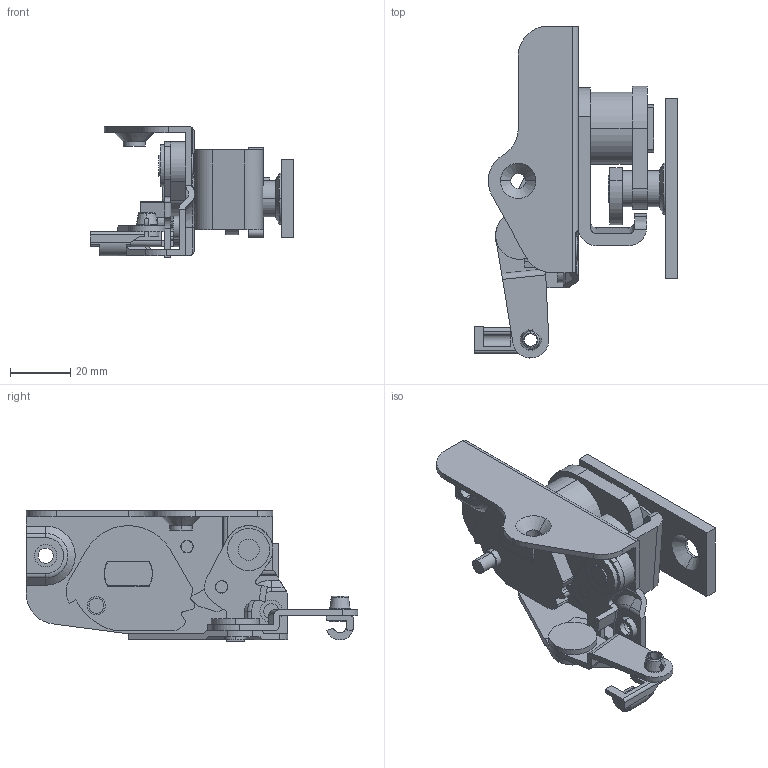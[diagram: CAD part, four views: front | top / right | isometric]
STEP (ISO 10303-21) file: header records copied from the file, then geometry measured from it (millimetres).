
FILE_DESCRIPTION (( 'STEP AP203' ), '1' );
FILE_NAME ('C-889-L.STEP', '2009-01-27T07:40:43', ( ' ' ), ( ' ' ), 'SwSTEP 2.0', 'SolidWorks 2007', '' );
FILE_SCHEMA (( 'CONFIG_CONTROL_DESIGN' ));
Length unit declared in the file: millimetre
Products named in the file (17): C-889-L; C-889-L僶僱庴斅__棉太倌; C-889-L僗僩僢僷乕僇儉__棉太倌; C-889-L巟拰__棉太倌; C-889-L儚僢僔儍乕__棉太倌; C-889-L僇僔儊僺儞__棉太倌; C-889-L本体__施錠; C-889-L働乕僗__棉太倌; C-889-L僉儍僢僠僇儉__棉太倌; C-889-L僀儞僒僀僪僇儉__棉太倌; C-889-L僈僀僪__棉太倌; C-889-L僇儔乕__棉太倌; C-889-L僔儍僼僩__棉太倌; C-889-L僶僱庴偗僺儞__棉太倌; C-889-L操作レバー__ﾃﾞﾌｫﾙﾄ; C-889-L僋僀僢僋僽僢僔儏__棉太倌; C-889-L庴偗__棉太倌
Assembly tree (16 placements, depth 3):
  C-889-L
    C-889-L本体__施錠
      C-889-L僇儔乕__棉太倌
      C-889-L僇僔儊僺儞__棉太倌
      C-889-L巟拰__棉太倌
      C-889-L儚僢僔儍乕__棉太倌
      C-889-L僔儍僼僩__棉太倌
      C-889-L働乕僗__棉太倌
      C-889-L僉儍僢僠僇儉__棉太倌
      C-889-L僀儞僒僀僪僇儉__棉太倌
      C-889-L僶僱庴斅__棉太倌
      C-889-L僋僀僢僋僽僢僔儏__棉太倌
      C-889-L僶僱庴偗僺儞__棉太倌
      C-889-L操作レバー__ﾃﾞﾌｫﾙﾄ
      C-889-L僗僩僢僷乕僇儉__棉太倌
      C-889-L僈僀僪__棉太倌
    C-889-L庴偗__棉太倌
Bounding box: 67.59 x 110.3 x 43.5 mm (x, y, z)
Volume: 50901.9 mm3; surface area: 39272.4 mm2
Topology: 15 solids, 15 shells, 425 faces, 1066 edges, 698 vertices
Faces by surface type: cylinder 197, plane 192, cone 26, torus 10
Entity records: 14793 total; most frequent: CARTESIAN_POINT 2381, DIRECTION 2342, ORIENTED_EDGE 2132, EDGE_CURVE 1066, AXIS2_PLACEMENT_3D 877, VERTEX_POINT 698, VECTOR 588, LINE 588
